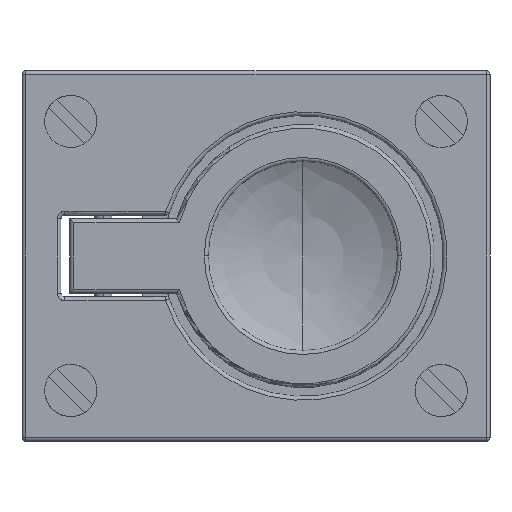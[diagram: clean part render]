
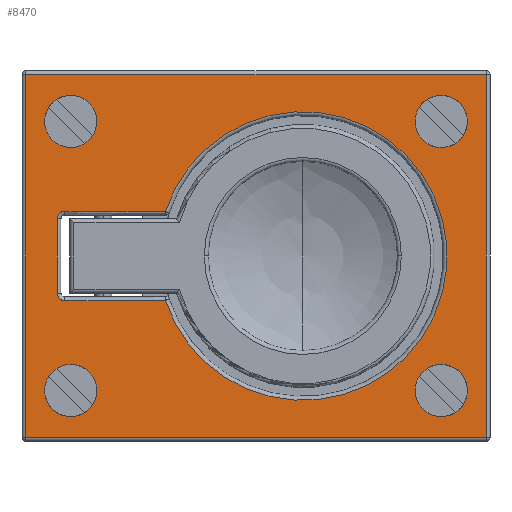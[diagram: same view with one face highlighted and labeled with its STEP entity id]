
A CAD part, left-side view. The second image highlights one B-rep face of the part: STEP entity #8470.
In plain terms, the highlighted planar face has unit normal (-1, 0, 0).
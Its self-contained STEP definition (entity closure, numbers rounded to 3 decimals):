
#6310=CARTESIAN_POINT('',(-63.637,-109.648,0.));
#6320=DIRECTION('',(-1.,0.,0.));
#6330=DIRECTION('',(0.,1.,0.));
#6340=AXIS2_PLACEMENT_3D('',#6310,#6320,#6330);
#6350=PLANE('',#6340);
#6360=CARTESIAN_POINT('',(-63.637,-111.898,-23.5));
#6370=DIRECTION('',(1.,0.,0.));
#6380=DIRECTION('',(0.,-1.,0.));
#6390=AXIS2_PLACEMENT_3D('',#6360,#6370,#6380);
#6400=CIRCLE('',#6390,0.001);
#6410=CARTESIAN_POINT('',(-63.637,-111.899,-23.5));
#6420=VERTEX_POINT('',#6410);
#6430=CARTESIAN_POINT('',(-63.637,-111.898,-23.501));
#6440=VERTEX_POINT('',#6430);
#6450=EDGE_CURVE('',#6420,#6440,#6400,.T.);
#6460=ORIENTED_EDGE('',*,*,#6450,.F.);
#6470=CARTESIAN_POINT('',(-63.637,0.,-23.501));
#6480=DIRECTION('',(0.,-1.,0.));
#6490=VECTOR('',#6480,1.);
#6500=LINE('',#6470,#6490);
#6510=CARTESIAN_POINT('',(-63.637,-65.398,-23.501));
#6520=VERTEX_POINT('',#6510);
#6530=EDGE_CURVE('',#6520,#6440,#6500,.T.);
#6540=ORIENTED_EDGE('',*,*,#6530,.T.);
#6550=CARTESIAN_POINT('',(-63.637,-65.398,-23.5));
#6560=DIRECTION('',(1.,0.,0.));
#6570=DIRECTION('',(0.,-1.,0.));
#6580=AXIS2_PLACEMENT_3D('',#6550,#6560,#6570);
#6590=CIRCLE('',#6580,0.001);
#6600=CARTESIAN_POINT('',(-63.637,-65.397,-23.5));
#6610=VERTEX_POINT('',#6600);
#6620=EDGE_CURVE('',#6520,#6610,#6590,.T.);
#6630=ORIENTED_EDGE('',*,*,#6620,.F.);
#6640=CARTESIAN_POINT('',(-63.637,-65.397,0.));
#6650=DIRECTION('',(0.,0.,-1.));
#6660=VECTOR('',#6650,1.);
#6670=LINE('',#6640,#6660);
#6680=CARTESIAN_POINT('',(-63.637,-65.397,35.5));
#6690=VERTEX_POINT('',#6680);
#6700=EDGE_CURVE('',#6690,#6610,#6670,.T.);
#6710=ORIENTED_EDGE('',*,*,#6700,.T.);
#6720=CARTESIAN_POINT('',(-63.637,-65.398,35.5));
#6730=DIRECTION('',(1.,0.,0.));
#6740=DIRECTION('',(0.,-1.,0.));
#6750=AXIS2_PLACEMENT_3D('',#6720,#6730,#6740);
#6760=CIRCLE('',#6750,0.001);
#6770=CARTESIAN_POINT('',(-63.637,-65.398,35.501));
#6780=VERTEX_POINT('',#6770);
#6790=EDGE_CURVE('',#6690,#6780,#6760,.T.);
#6800=ORIENTED_EDGE('',*,*,#6790,.F.);
#6810=CARTESIAN_POINT('',(-63.637,0.,35.501));
#6820=DIRECTION('',(0.,1.,0.));
#6830=VECTOR('',#6820,1.);
#6840=LINE('',#6810,#6830);
#6850=CARTESIAN_POINT('',(-63.637,-111.898,35.501));
#6860=VERTEX_POINT('',#6850);
#6870=EDGE_CURVE('',#6860,#6780,#6840,.T.);
#6880=ORIENTED_EDGE('',*,*,#6870,.T.);
#6890=CARTESIAN_POINT('',(-63.637,-111.898,35.5));
#6900=DIRECTION('',(1.,0.,0.));
#6910=DIRECTION('',(0.,-1.,0.));
#6920=AXIS2_PLACEMENT_3D('',#6890,#6900,#6910);
#6930=CIRCLE('',#6920,0.001);
#6940=CARTESIAN_POINT('',(-63.637,-111.899,35.5));
#6950=VERTEX_POINT('',#6940);
#6960=EDGE_CURVE('',#6860,#6950,#6930,.T.);
#6970=ORIENTED_EDGE('',*,*,#6960,.F.);
#6980=CARTESIAN_POINT('',(-63.637,-111.899,0.));
#6990=DIRECTION('',(0.,0.,1.));
#7000=VECTOR('',#6990,1.);
#7010=LINE('',#6980,#7000);
#7020=EDGE_CURVE('',#6420,#6950,#7010,.T.);
#7030=ORIENTED_EDGE('',*,*,#7020,.T.);
#7040=EDGE_LOOP('',(#7030,#6970,#6880,#6800,#6710,#6630,#6540,#6460));
#7050=FACE_OUTER_BOUND('',#7040,.T.);
#7060=CARTESIAN_POINT('',(-63.637,0.,31.499));
#7070=DIRECTION('',(0.,1.,0.));
#7080=VECTOR('',#7070,1.);
#7090=LINE('',#7060,#7080);
#7100=CARTESIAN_POINT('',(-63.637,-93.398,31.499));
#7110=VERTEX_POINT('',#7100);
#7120=CARTESIAN_POINT('',(-63.637,-83.898,31.499));
#7130=VERTEX_POINT('',#7120);
#7140=EDGE_CURVE('',#7110,#7130,#7090,.T.);
#7150=ORIENTED_EDGE('',*,*,#7140,.F.);
#7160=CARTESIAN_POINT('',(-63.637,-83.898,31.499));
#7170=CARTESIAN_POINT('',(-63.637,-83.636,31.499));
#7180=CARTESIAN_POINT('',(-63.637,-83.384,
31.404));
#7190=CARTESIAN_POINT('',(-63.637,-83.163,
31.235));
#7200=CARTESIAN_POINT('',(-63.637,-82.994,
31.014));
#7210=CARTESIAN_POINT('',(-63.637,-82.899,
30.762));
#7220=CARTESIAN_POINT('',(-63.637,-82.899,30.5));
#7230=B_SPLINE_CURVE_WITH_KNOTS('',6,(#7160,#7170,#7180,#7190,#7200,
#7210,#7220),.UNSPECIFIED.,.F.,.F.,(7,7),(0.,1.),.UNSPECIFIED.);
#7240=CARTESIAN_POINT('',(-63.637,-82.899,30.5));
#7250=VERTEX_POINT('',#7240);
#7260=EDGE_CURVE('',#7130,#7250,#7230,.T.);
#7270=ORIENTED_EDGE('',*,*,#7260,.F.);
#7280=CARTESIAN_POINT('',(-63.637,-82.899,
30.5));
#7290=CARTESIAN_POINT('',(-63.637,-82.899,
26.247));
#7300=CARTESIAN_POINT('',(-63.637,-82.899,
21.993));
#7310=CARTESIAN_POINT('',(-63.637,-82.899,
17.69));
#7320=CARTESIAN_POINT('',(-63.637,-82.932,
17.647));
#7330=CARTESIAN_POINT('',(-63.637,-82.948,
17.6));
#7340=B_SPLINE_CURVE_WITH_KNOTS('',3,(#7280,#7290,#7300,#7310,#7320,
#7330),.UNSPECIFIED.,.F.,.F.,(4,2,4),(-30.5,-17.74,
-17.591),.UNSPECIFIED.);
#7350=CARTESIAN_POINT('',(-63.637,-82.948,
17.6));
#7360=VERTEX_POINT('',#7350);
#7370=EDGE_CURVE('',#7250,#7360,#7340,.T.);
#7380=ORIENTED_EDGE('',*,*,#7370,.F.);
#7390=CARTESIAN_POINT('',(-63.637,-88.648,0.));
#7400=DIRECTION('',(1.,0.,0.));
#7410=DIRECTION('',(0.,-1.,0.));
#7420=AXIS2_PLACEMENT_3D('',#7390,#7400,#7410);
#7430=CIRCLE('',#7420,18.5);
#7440=CARTESIAN_POINT('',(-63.637,-94.347,
17.6));
#7450=VERTEX_POINT('',#7440);
#7460=EDGE_CURVE('',#7450,#7360,#7430,.T.);
#7470=ORIENTED_EDGE('',*,*,#7460,.T.);
#7480=CARTESIAN_POINT('',(-63.637,-94.347,
17.6));
#7490=CARTESIAN_POINT('',(-63.637,-94.364,
17.647));
#7500=CARTESIAN_POINT('',(-63.637,-94.397,
17.69));
#7510=CARTESIAN_POINT('',(-63.637,-94.397,
21.993));
#7520=CARTESIAN_POINT('',(-63.637,-94.397,
26.247));
#7530=CARTESIAN_POINT('',(-63.637,-94.397,
30.5));
#7540=B_SPLINE_CURVE_WITH_KNOTS('',3,(#7480,#7490,#7500,#7510,#7520,
#7530),.UNSPECIFIED.,.F.,.F.,(4,2,4),(0.,0.15,
12.909),.UNSPECIFIED.);
#7550=CARTESIAN_POINT('',(-63.637,-94.397,30.5));
#7560=VERTEX_POINT('',#7550);
#7570=EDGE_CURVE('',#7450,#7560,#7540,.T.);
#7580=ORIENTED_EDGE('',*,*,#7570,.F.);
#7590=CARTESIAN_POINT('',(-63.637,-94.397,30.5));
#7600=CARTESIAN_POINT('',(-63.637,-94.397,
30.762));
#7610=CARTESIAN_POINT('',(-63.637,-94.302,
31.014));
#7620=CARTESIAN_POINT('',(-63.637,-94.133,
31.235));
#7630=CARTESIAN_POINT('',(-63.637,-93.911,
31.404));
#7640=CARTESIAN_POINT('',(-63.637,-93.659,31.499));
#7650=CARTESIAN_POINT('',(-63.637,-93.398,31.499));
#7660=B_SPLINE_CURVE_WITH_KNOTS('',6,(#7590,#7600,#7610,#7620,#7630,
#7640,#7650),.UNSPECIFIED.,.F.,.F.,(7,7),(0.,1.),.UNSPECIFIED.);
#7670=EDGE_CURVE('',#7560,#7110,#7660,.T.);
#7680=ORIENTED_EDGE('',*,*,#7670,.F.);
#7690=EDGE_LOOP('',(#7680,#7580,#7470,#7380,#7270,#7150));
#7700=FACE_BOUND('',#7690,.T.);
#7710=CARTESIAN_POINT('',(-63.637,-105.898,-17.75));
#7720=DIRECTION('',(-1.,0.,0.));
#7730=DIRECTION('',(0.,0.,-1.));
#7740=AXIS2_PLACEMENT_3D('',#7710,#7720,#7730);
#7750=CIRCLE('',#7740,3.35);
#7760=CARTESIAN_POINT('',(-63.637,-107.676,
-14.911));
#7770=VERTEX_POINT('',#7760);
#7780=CARTESIAN_POINT('',(-63.637,-105.898,-14.4));
#7790=VERTEX_POINT('',#7780);
#7800=EDGE_CURVE('',#7770,#7790,#7750,.T.);
#7810=ORIENTED_EDGE('',*,*,#7800,.F.);
#7820=CARTESIAN_POINT('',(-63.637,-105.898,-21.1));
#7830=VERTEX_POINT('',#7820);
#7840=EDGE_CURVE('',#7790,#7830,#7750,.T.);
#7850=ORIENTED_EDGE('',*,*,#7840,.F.);
#7860=EDGE_CURVE('',#7830,#7770,#7750,.T.);
#7870=ORIENTED_EDGE('',*,*,#7860,.F.);
#7880=EDGE_LOOP('',(#7870,#7850,#7810));
#7890=FACE_BOUND('',#7880,.T.);
#7900=CARTESIAN_POINT('',(-63.637,-105.898,29.75));
#7910=DIRECTION('',(-1.,0.,0.));
#7920=DIRECTION('',(0.,0.,-1.));
#7930=AXIS2_PLACEMENT_3D('',#7900,#7910,#7920);
#7940=CIRCLE('',#7930,3.35);
#7950=CARTESIAN_POINT('',(-63.637,-103.059,
27.972));
#7960=VERTEX_POINT('',#7950);
#7970=CARTESIAN_POINT('',(-63.637,-105.898,26.4));
#7980=VERTEX_POINT('',#7970);
#7990=EDGE_CURVE('',#7960,#7980,#7940,.T.);
#8000=ORIENTED_EDGE('',*,*,#7990,.F.);
#8010=CARTESIAN_POINT('',(-63.637,-105.898,33.1));
#8020=VERTEX_POINT('',#8010);
#8030=EDGE_CURVE('',#7980,#8020,#7940,.T.);
#8040=ORIENTED_EDGE('',*,*,#8030,.F.);
#8050=EDGE_CURVE('',#8020,#7960,#7940,.T.);
#8060=ORIENTED_EDGE('',*,*,#8050,.F.);
#8070=EDGE_LOOP('',(#8060,#8040,#8000));
#8080=FACE_BOUND('',#8070,.T.);
#8090=CARTESIAN_POINT('',(-63.637,-71.398,-17.75));
#8100=DIRECTION('',(-1.,0.,0.));
#8110=DIRECTION('',(0.,0.,-1.));
#8120=AXIS2_PLACEMENT_3D('',#8090,#8100,#8110);
#8130=CIRCLE('',#8120,3.35);
#8140=CARTESIAN_POINT('',(-63.637,-73.176,
-14.911));
#8150=VERTEX_POINT('',#8140);
#8160=CARTESIAN_POINT('',(-63.637,-71.398,-14.4));
#8170=VERTEX_POINT('',#8160);
#8180=EDGE_CURVE('',#8150,#8170,#8130,.T.);
#8190=ORIENTED_EDGE('',*,*,#8180,.F.);
#8200=CARTESIAN_POINT('',(-63.637,-71.398,-21.1));
#8210=VERTEX_POINT('',#8200);
#8220=EDGE_CURVE('',#8170,#8210,#8130,.T.);
#8230=ORIENTED_EDGE('',*,*,#8220,.F.);
#8240=EDGE_CURVE('',#8210,#8150,#8130,.T.);
#8250=ORIENTED_EDGE('',*,*,#8240,.F.);
#8260=EDGE_LOOP('',(#8250,#8230,#8190));
#8270=FACE_BOUND('',#8260,.T.);
#8280=CARTESIAN_POINT('',(-63.637,-71.398,29.75));
#8290=DIRECTION('',(-1.,0.,0.));
#8300=DIRECTION('',(0.,0.,-1.));
#8310=AXIS2_PLACEMENT_3D('',#8280,#8290,#8300);
#8320=CIRCLE('',#8310,3.35);
#8330=CARTESIAN_POINT('',(-63.637,-73.176,
32.589));
#8340=VERTEX_POINT('',#8330);
#8350=CARTESIAN_POINT('',(-63.637,-71.398,33.1));
#8360=VERTEX_POINT('',#8350);
#8370=EDGE_CURVE('',#8340,#8360,#8320,.T.);
#8380=ORIENTED_EDGE('',*,*,#8370,.F.);
#8390=CARTESIAN_POINT('',(-63.637,-71.398,26.4));
#8400=VERTEX_POINT('',#8390);
#8410=EDGE_CURVE('',#8360,#8400,#8320,.T.);
#8420=ORIENTED_EDGE('',*,*,#8410,.F.);
#8430=EDGE_CURVE('',#8400,#8340,#8320,.T.);
#8440=ORIENTED_EDGE('',*,*,#8430,.F.);
#8450=EDGE_LOOP('',(#8440,#8420,#8380));
#8460=FACE_BOUND('',#8450,.T.);
#8470=ADVANCED_FACE('',(#7050,#7700,#7890,#8080,#8270,#8460),#6350,.T.);
